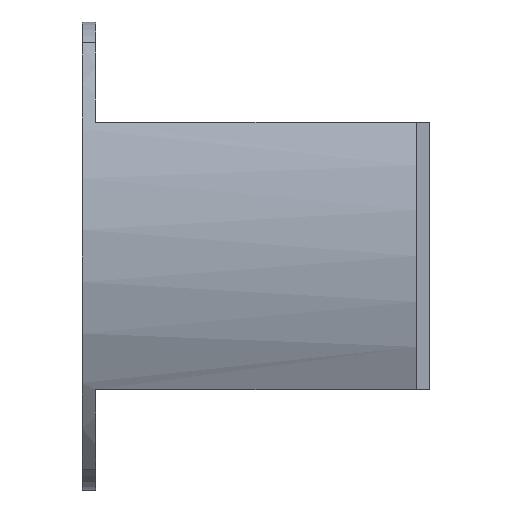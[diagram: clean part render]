
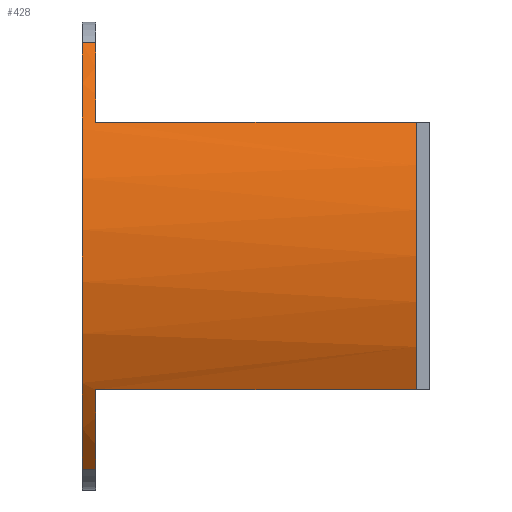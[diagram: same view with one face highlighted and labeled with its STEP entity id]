
A CAD part, left-side view. The second image highlights one B-rep face of the part: STEP entity #428.
In plain terms, the highlighted cylindrical face has radius 23.141 mm (diameter 46.281 mm), a partial arc.
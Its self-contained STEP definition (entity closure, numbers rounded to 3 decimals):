
#146=CARTESIAN_POINT('POINT13',(-19.728,80.5,
   10.));
#147=VERTEX_POINT('VERTEX13',#146);
#154=CARTESIAN_POINT('POINT14',(-19.728,80.5,
   -10.));
#155=VERTEX_POINT('VERTEX14',#154);
#156=CARTESIAN_POINT('POS20',(1.141,80.5,
   0.));
#157=DIRECTION('DIR26',(0.,1.,
   0.));
#158=DIRECTION('DIR27',(0.,0.,
   -1.));
#159=AXIS2_PLACEMENT_3D('AXIS7',#156,#157,#158);
#160=CIRCLE('ELLIPSE3',#159,23.141);
#161=EDGE_CURVE('EDGE16',#155,#147,#160,.T.);
#209=CARTESIAN_POINT('POINT17',(-19.728,
   104.5,-10.));
#210=VERTEX_POINT('VERTEX17',#209);
#211=CARTESIAN_POINT('POS27',(-19.728,
   85.5,-10.));
#212=DIRECTION('DIR37',(0.,-1.,
   0.));
#213=VECTOR('VEC17',#212,1.);
#214=LINE('STRAIGHT17',#211,#213);
#215=EDGE_CURVE('EDGE21',#210,#155,#214,.T.);
#267=CARTESIAN_POINT('POINT20',(-19.728,
   104.5,10.));
#268=VERTEX_POINT('VERTEX20',#267);
#269=CARTESIAN_POINT('POS34',(-19.728,
   85.5,10.));
#270=DIRECTION('DIR47',(0.,1.,
   0.));
#271=VECTOR('VEC21',#270,1.);
#272=LINE('STRAIGHT21',#269,#271);
#273=EDGE_CURVE('EDGE26',#147,#268,#272,.T.);
#377=CARTESIAN_POINT('POINT25',(-15.63,105.5,
   15.945));
#378=VERTEX_POINT('VERTEX25',#377);
#379=CARTESIAN_POINT('POINT26',(-15.63,105.5,
   -15.945));
#380=VERTEX_POINT('VERTEX26',#379);
#381=CARTESIAN_POINT('POS47',(1.141,105.5,
   0.));
#382=DIRECTION('DIR65',(0.,-1.,
   0.));
#383=DIRECTION('DIR66',(0.,0.,
   -1.));
#384=AXIS2_PLACEMENT_3D('AXIS19',#381,#382,#383);
#385=CIRCLE('ELLIPSE7',#384,23.141);
#386=EDGE_CURVE('EDGE35',#378,#380,#385,.T.);
#387=ORIENTED_EDGE('COEDGE57',*,*,#386,.T.);
#388=CARTESIAN_POINT('POINT27',(-15.63,
   104.5,-15.945));
#389=VERTEX_POINT('VERTEX27',#388);
#390=CARTESIAN_POINT('POS48',(-15.63,
   105.3,-15.945));
#391=DIRECTION('DIR67',(0.,-1.,
   0.));
#392=VECTOR('VEC29',#391,1.);
#393=LINE('STRAIGHT29',#390,#392);
#394=EDGE_CURVE('EDGE36',#380,#389,#393,.T.);
#395=ORIENTED_EDGE('COEDGE58',*,*,#394,.T.);
#396=CARTESIAN_POINT('POS49',(1.141,
   104.5,0.));
#397=DIRECTION('DIR68',(0.,-1.,
   0.));
#398=DIRECTION('DIR69',(0.,0.,
   -1.));
#399=AXIS2_PLACEMENT_3D('AXIS20',#396,#397,#398);
#400=CIRCLE('ELLIPSE8',#399,23.141);
#401=EDGE_CURVE('EDGE37',#389,#210,#400,.F.);
#402=ORIENTED_EDGE('COEDGE59',*,*,#401,.T.);
#403=ORIENTED_EDGE('COEDGE60',*,*,#215,.T.);
#404=ORIENTED_EDGE('COEDGE61',*,*,#161,.T.);
#405=ORIENTED_EDGE('COEDGE62',*,*,#273,.T.);
#406=CARTESIAN_POINT('POINT28',(-15.63,
   104.5,15.945));
#407=VERTEX_POINT('VERTEX28',#406);
#408=CARTESIAN_POINT('POS50',(1.141,
   104.5,0.));
#409=DIRECTION('DIR70',(0.,-1.,
   0.));
#410=DIRECTION('DIR71',(0.,0.,
   -1.));
#411=AXIS2_PLACEMENT_3D('AXIS21',#408,#409,#410);
#412=CIRCLE('ELLIPSE9',#411,23.141);
#413=EDGE_CURVE('EDGE38',#268,#407,#412,.F.);
#414=ORIENTED_EDGE('COEDGE63',*,*,#413,.T.);
#415=CARTESIAN_POINT('POS51',(-15.63,
   85.5,15.945));
#416=DIRECTION('DIR72',(0.,1.,
   0.));
#417=VECTOR('VEC30',#416,1.);
#418=LINE('STRAIGHT30',#415,#417);
#419=EDGE_CURVE('EDGE39',#407,#378,#418,.T.);
#420=ORIENTED_EDGE('COEDGE64',*,*,#419,.T.);
#421=EDGE_LOOP('NONE',(#387,#395,#402,#403,#404,#405,#414,#420));
#422=FACE_BOUND('LOOP1',#421,.T.);
#423=CARTESIAN_POINT('POS52',(1.141,
   85.5,0.));
#424=DIRECTION('DIR73',(0.,1.,
   0.));
#425=DIRECTION('DIR74',(0.,0.,
   -1.));
#426=AXIS2_PLACEMENT_3D('AXIS22',#423,#424,#425);
#427=CYLINDRICAL_SURFACE('CONE_SURF3',#426,23.141);
#428=ADVANCED_FACE('FACE13',(#422),#427,.T.);
